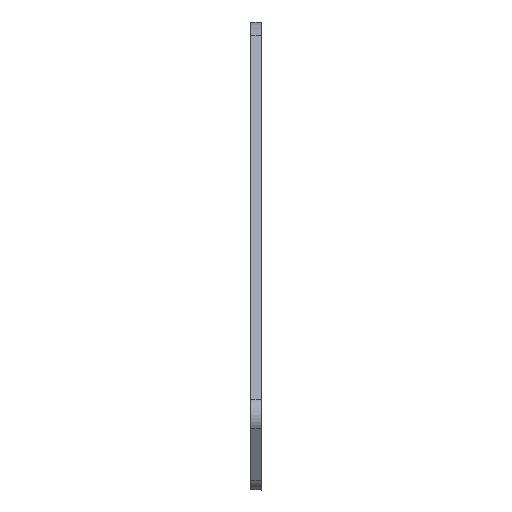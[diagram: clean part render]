
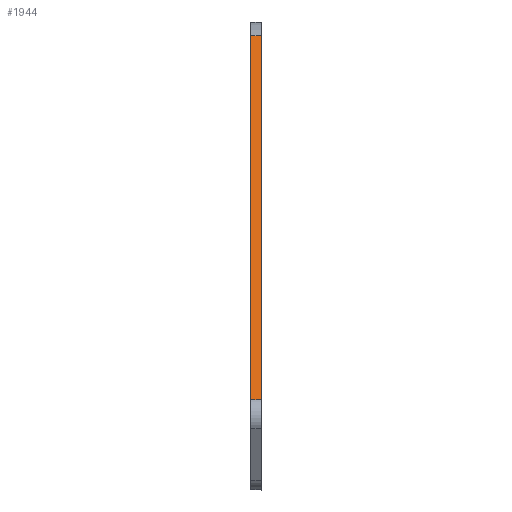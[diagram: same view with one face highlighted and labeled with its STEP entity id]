
A CAD part, front view. The second image highlights one B-rep face of the part: STEP entity #1944.
In plain terms, the highlighted planar face has unit normal (0, -0.53, 0.848).
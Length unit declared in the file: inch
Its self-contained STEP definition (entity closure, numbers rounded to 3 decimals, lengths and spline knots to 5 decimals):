
#18 = CARTESIAN_POINT ( 'NONE',  ( 0.0625, -4.04553, 6.4742 ) ) ;
#161 = EDGE_CURVE ( 'NONE', #2553, #2604, #397, .T. ) ;
#169 = CARTESIAN_POINT ( 'NONE',  ( 0.0625, -12.96444, 0.90105 ) ) ;
#275 = DIRECTION ( 'NONE',  ( 0., 0.53, -0.848 ) ) ;
#280 = ORIENTED_EDGE ( 'NONE', *, *, #658, .F. ) ;
#286 = CARTESIAN_POINT ( 'NONE',  ( 0.0625, -12.96444, 0.90105 ) ) ;
#397 = LINE ( 'NONE', #2074, #1945 ) ;
#413 = VECTOR ( 'NONE', #643, 39.37008 ) ;
#440 = CARTESIAN_POINT ( 'NONE',  ( -0.0625, -12.96444, 0.90105 ) ) ;
#471 = EDGE_CURVE ( 'NONE', #2742, #2553, #1828, .T. ) ;
#525 = EDGE_LOOP ( 'NONE', ( #1412, #1880, #1905, #280 ) ) ;
#643 = DIRECTION ( 'NONE',  ( 0., 0.848, 0.53 ) ) ;
#658 = EDGE_CURVE ( 'NONE', #2455, #2742, #1433, .T. ) ;
#761 = LINE ( 'NONE', #286, #2949 ) ;
#1088 = CARTESIAN_POINT ( 'NONE',  ( -0.0625, -4.04553, 6.4742 ) ) ;
#1322 = VECTOR ( 'NONE', #2181, 39.37008 ) ;
#1412 = ORIENTED_EDGE ( 'NONE', *, *, #1418, .F. ) ;
#1418 = EDGE_CURVE ( 'NONE', #2604, #2455, #761, .T. ) ;
#1433 = LINE ( 'NONE', #2385, #1322 ) ;
#1452 = PLANE ( 'NONE',  #1552 ) ;
#1552 = AXIS2_PLACEMENT_3D ( 'NONE', #18, #275, #2657 ) ;
#1828 = LINE ( 'NONE', #1088, #413 ) ;
#1831 = DIRECTION ( 'NONE',  ( 1., 0., 0. ) ) ;
#1880 = ORIENTED_EDGE ( 'NONE', *, *, #161, .F. ) ;
#1905 = ORIENTED_EDGE ( 'NONE', *, *, #471, .F. ) ;
#1921 = FACE_OUTER_BOUND ( 'NONE', #525, .T. ) ;
#1944 = ADVANCED_FACE ( 'NONE', ( #1921 ), #1452, .F. ) ;
#1945 = VECTOR ( 'NONE', #1831, 39.37008 ) ;
#2074 = CARTESIAN_POINT ( 'NONE',  ( 0.0625, -12.96444, 0.90105 ) ) ;
#2181 = DIRECTION ( 'NONE',  ( -1., 0., 0. ) ) ;
#2184 = DIRECTION ( 'NONE',  ( 0., -0.848, -0.53 ) ) ;
#2258 = CARTESIAN_POINT ( 'NONE',  ( 0.0625, -19.88112, -3.42097 ) ) ;
#2385 = CARTESIAN_POINT ( 'NONE',  ( 0.0625, -19.88112, -3.42097 ) ) ;
#2455 = VERTEX_POINT ( 'NONE', #2258 ) ;
#2553 = VERTEX_POINT ( 'NONE', #440 ) ;
#2604 = VERTEX_POINT ( 'NONE', #169 ) ;
#2634 = CARTESIAN_POINT ( 'NONE',  ( -0.0625, -19.88112, -3.42097 ) ) ;
#2657 = DIRECTION ( 'NONE',  ( 0., 0.848, 0.53 ) ) ;
#2742 = VERTEX_POINT ( 'NONE', #2634 ) ;
#2949 = VECTOR ( 'NONE', #2184, 39.37008 ) ;
